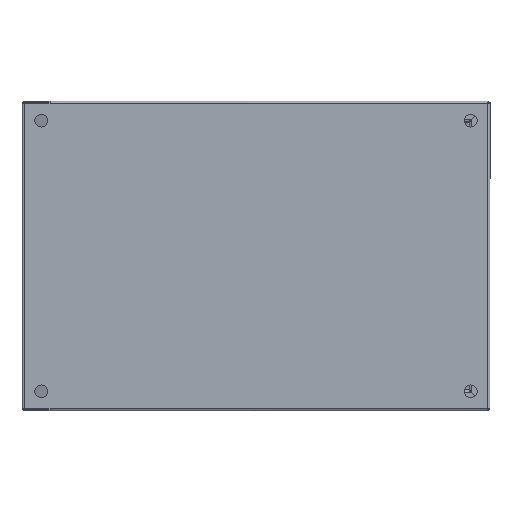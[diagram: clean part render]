
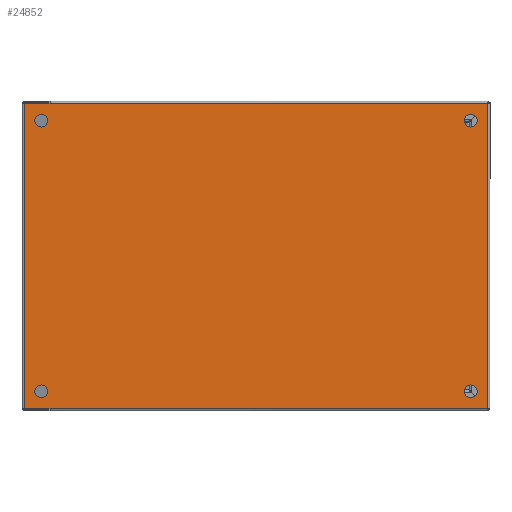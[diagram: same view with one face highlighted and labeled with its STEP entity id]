
A CAD part, left-side view. The second image highlights one B-rep face of the part: STEP entity #24852.
In plain terms, the highlighted face is planar.
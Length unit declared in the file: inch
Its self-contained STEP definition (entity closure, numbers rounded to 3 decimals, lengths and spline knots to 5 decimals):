
#31 = DIRECTION ( 'NONE',  ( 0., 0., 1. ) ) ;
#144 = CARTESIAN_POINT ( 'NONE',  ( 5.5, 0., 8.31708 ) ) ;
#227 = AXIS2_PLACEMENT_3D ( 'NONE', #24963, #30175, #10864 ) ;
#310 = EDGE_CURVE ( 'NONE', #7515, #1354, #4485, .T. ) ;
#575 = AXIS2_PLACEMENT_3D ( 'NONE', #12210, #31522, #16929 ) ;
#587 = EDGE_CURVE ( 'NONE', #4366, #27173, #19008, .T. ) ;
#631 = AXIS2_PLACEMENT_3D ( 'NONE', #10749, #27704, #13221 ) ;
#728 = DIRECTION ( 'NONE',  ( -1., 0., 0. ) ) ;
#808 = VERTEX_POINT ( 'NONE', #15662 ) ;
#1354 = VERTEX_POINT ( 'NONE', #18035 ) ;
#1743 = VERTEX_POINT ( 'NONE', #22174 ) ;
#1884 = EDGE_CURVE ( 'NONE', #12372, #20440, #16579, .T. ) ;
#2148 = EDGE_LOOP ( 'NONE', ( #18896, #8264 ) ) ;
#2647 = CARTESIAN_POINT ( 'NONE',  ( 5.914, 0., 0. ) ) ;
#2922 = EDGE_LOOP ( 'NONE', ( #17761, #19263 ) ) ;
#3093 = CIRCLE ( 'NONE', #27177, 0.25 ) ;
#3134 = EDGE_CURVE ( 'NONE', #26417, #4366, #8312, .T. ) ;
#3577 = ORIENTED_EDGE ( 'NONE', *, *, #1884, .T. ) ;
#3585 = CIRCLE ( 'NONE', #13083, 0.25 ) ;
#3670 = DIRECTION ( 'NONE',  ( -1., 0., 0. ) ) ;
#3819 = CIRCLE ( 'NONE', #16177, 0.25 ) ;
#4179 = DIRECTION ( 'NONE',  ( 0., -1., 0. ) ) ;
#4192 = AXIS2_PLACEMENT_3D ( 'NONE', #9226, #4179, #13862 ) ;
#4285 = EDGE_CURVE ( 'NONE', #28729, #28006, #11248, .T. ) ;
#4346 = VECTOR ( 'NONE', #19704, 39.37008 ) ;
#4366 = VERTEX_POINT ( 'NONE', #31039 ) ;
#4437 = DIRECTION ( 'NONE',  ( -1., 0., 0. ) ) ;
#4485 = CIRCLE ( 'NONE', #19589, 0.25 ) ;
#4960 = CARTESIAN_POINT ( 'NONE',  ( 5.914, 0., -8.9935 ) ) ;
#5002 = CIRCLE ( 'NONE', #631, 0.25 ) ;
#5034 = DIRECTION ( 'NONE',  ( 0., -1., 0. ) ) ;
#5838 = ORIENTED_EDGE ( 'NONE', *, *, #587, .T. ) ;
#6337 = ORIENTED_EDGE ( 'NONE', *, *, #30639, .T. ) ;
#6835 = EDGE_LOOP ( 'NONE', ( #23241, #5838, #26048, #19102, #3577, #24463 ) ) ;
#7515 = VERTEX_POINT ( 'NONE', #27991 ) ;
#7775 = DIRECTION ( 'NONE',  ( -1., 0., 0. ) ) ;
#8084 = EDGE_CURVE ( 'NONE', #1354, #7515, #3093, .T. ) ;
#8163 = LINE ( 'NONE', #2647, #4346 ) ;
#8244 = CARTESIAN_POINT ( 'NONE',  ( -5.25, 0., -8.3295 ) ) ;
#8264 = ORIENTED_EDGE ( 'NONE', *, *, #22044, .T. ) ;
#8312 = LINE ( 'NONE', #9266, #10288 ) ;
#8998 = LINE ( 'NONE', #26736, #30699 ) ;
#9226 = CARTESIAN_POINT ( 'NONE',  ( 5.25, 0., 8.31708 ) ) ;
#9266 = CARTESIAN_POINT ( 'NONE',  ( 0., 0., -8.9935 ) ) ;
#10053 = DIRECTION ( 'NONE',  ( 0., -1., 0. ) ) ;
#10288 = VECTOR ( 'NONE', #4437, 39.37008 ) ;
#10529 = DIRECTION ( 'NONE',  ( 0., -1., 0. ) ) ;
#10749 = CARTESIAN_POINT ( 'NONE',  ( 5.25, 0., 8.31708 ) ) ;
#10864 = DIRECTION ( 'NONE',  ( -1., 0., 0. ) ) ;
#11248 = CIRCLE ( 'NONE', #4192, 0.25 ) ;
#11341 = VECTOR ( 'NONE', #21705, 39.37008 ) ;
#11657 = ORIENTED_EDGE ( 'NONE', *, *, #29811, .T. ) ;
#12210 = CARTESIAN_POINT ( 'NONE',  ( 5.25, 0., -8.3295 ) ) ;
#12372 = VERTEX_POINT ( 'NONE', #28478 ) ;
#12385 = CARTESIAN_POINT ( 'NONE',  ( -5.914, 0., 0. ) ) ;
#12683 = DIRECTION ( 'NONE',  ( -1., 0., 0. ) ) ;
#12776 = EDGE_LOOP ( 'NONE', ( #25273, #6337 ) ) ;
#13083 = AXIS2_PLACEMENT_3D ( 'NONE', #15075, #10053, #7775 ) ;
#13089 = DIRECTION ( 'NONE',  ( 0., -1., 0. ) ) ;
#13221 = DIRECTION ( 'NONE',  ( -1., 0., 0. ) ) ;
#13235 = PLANE ( 'NONE',  #227 ) ;
#13715 = EDGE_CURVE ( 'NONE', #808, #1743, #3819, .T. ) ;
#13862 = DIRECTION ( 'NONE',  ( -1., 0., 0. ) ) ;
#14259 = ORIENTED_EDGE ( 'NONE', *, *, #29481, .T. ) ;
#15075 = CARTESIAN_POINT ( 'NONE',  ( -5.25, 0., 8.31708 ) ) ;
#15662 = CARTESIAN_POINT ( 'NONE',  ( -5.5, 0., 8.31708 ) ) ;
#15834 = VECTOR ( 'NONE', #23525, 39.37008 ) ;
#16177 = AXIS2_PLACEMENT_3D ( 'NONE', #20704, #16184, #3670 ) ;
#16184 = DIRECTION ( 'NONE',  ( 0., -1., 0. ) ) ;
#16579 = LINE ( 'NONE', #27674, #15834 ) ;
#16929 = DIRECTION ( 'NONE',  ( -1., 0., 0. ) ) ;
#17096 = CARTESIAN_POINT ( 'NONE',  ( -5.25, 0., -8.3295 ) ) ;
#17237 = EDGE_CURVE ( 'NONE', #20440, #26417, #8163, .T. ) ;
#17679 = CARTESIAN_POINT ( 'NONE',  ( -5.914, 0., 8.98108 ) ) ;
#17761 = ORIENTED_EDGE ( 'NONE', *, *, #8084, .T. ) ;
#18035 = CARTESIAN_POINT ( 'NONE',  ( -5.5, 0., -8.3295 ) ) ;
#18896 = ORIENTED_EDGE ( 'NONE', *, *, #13715, .T. ) ;
#19008 = LINE ( 'NONE', #12385, #23544 ) ;
#19102 = ORIENTED_EDGE ( 'NONE', *, *, #21433, .T. ) ;
#19146 = FACE_OUTER_BOUND ( 'NONE', #6835, .T. ) ;
#19263 = ORIENTED_EDGE ( 'NONE', *, *, #310, .T. ) ;
#19544 = VERTEX_POINT ( 'NONE', #24918 ) ;
#19589 = AXIS2_PLACEMENT_3D ( 'NONE', #8244, #10529, #20177 ) ;
#19704 = DIRECTION ( 'NONE',  ( 0., 0., -1. ) ) ;
#19907 = FACE_BOUND ( 'NONE', #2148, .T. ) ;
#19993 = VERTEX_POINT ( 'NONE', #17679 ) ;
#20080 = CARTESIAN_POINT ( 'NONE',  ( 5.914, 0., 7.98108 ) ) ;
#20177 = DIRECTION ( 'NONE',  ( -1., 0., 0. ) ) ;
#20440 = VERTEX_POINT ( 'NONE', #20080 ) ;
#20644 = FACE_BOUND ( 'NONE', #12776, .T. ) ;
#20704 = CARTESIAN_POINT ( 'NONE',  ( -5.25, 0., 8.31708 ) ) ;
#20783 = CIRCLE ( 'NONE', #28718, 0.25 ) ;
#21161 = CIRCLE ( 'NONE', #575, 0.25 ) ;
#21433 = EDGE_CURVE ( 'NONE', #19993, #12372, #8998, .T. ) ;
#21705 = DIRECTION ( 'NONE',  ( 0., 0., 1. ) ) ;
#22044 = EDGE_CURVE ( 'NONE', #1743, #808, #3585, .T. ) ;
#22174 = CARTESIAN_POINT ( 'NONE',  ( -5., 0., 8.31708 ) ) ;
#22889 = CARTESIAN_POINT ( 'NONE',  ( -5.914, 0., 7.98108 ) ) ;
#23241 = ORIENTED_EDGE ( 'NONE', *, *, #3134, .T. ) ;
#23525 = DIRECTION ( 'NONE',  ( 0., 0., -1. ) ) ;
#23544 = VECTOR ( 'NONE', #31, 39.37008 ) ;
#24463 = ORIENTED_EDGE ( 'NONE', *, *, #17237, .T. ) ;
#24852 = ADVANCED_FACE ( 'NONE', ( #19146, #28267, #20644, #19907, #30966 ), #13235, .T. ) ;
#24918 = CARTESIAN_POINT ( 'NONE',  ( 5.5, 0., -8.3295 ) ) ;
#24963 = CARTESIAN_POINT ( 'NONE',  ( 0., 0., 0. ) ) ;
#25099 = CARTESIAN_POINT ( 'NONE',  ( 5., 0., -8.3295 ) ) ;
#25273 = ORIENTED_EDGE ( 'NONE', *, *, #4285, .T. ) ;
#26048 = ORIENTED_EDGE ( 'NONE', *, *, #26515, .T. ) ;
#26417 = VERTEX_POINT ( 'NONE', #4960 ) ;
#26515 = EDGE_CURVE ( 'NONE', #27173, #19993, #31501, .T. ) ;
#26736 = CARTESIAN_POINT ( 'NONE',  ( 0., 0., 8.98108 ) ) ;
#27064 = DIRECTION ( 'NONE',  ( 1., 0., 0. ) ) ;
#27173 = VERTEX_POINT ( 'NONE', #22889 ) ;
#27177 = AXIS2_PLACEMENT_3D ( 'NONE', #17096, #5034, #12683 ) ;
#27646 = VERTEX_POINT ( 'NONE', #25099 ) ;
#27674 = CARTESIAN_POINT ( 'NONE',  ( 5.914, 0., 0. ) ) ;
#27704 = DIRECTION ( 'NONE',  ( 0., -1., 0. ) ) ;
#27991 = CARTESIAN_POINT ( 'NONE',  ( -5., 0., -8.3295 ) ) ;
#28006 = VERTEX_POINT ( 'NONE', #144 ) ;
#28267 = FACE_BOUND ( 'NONE', #28340, .T. ) ;
#28340 = EDGE_LOOP ( 'NONE', ( #14259, #11657 ) ) ;
#28478 = CARTESIAN_POINT ( 'NONE',  ( 5.914, 0., 8.98108 ) ) ;
#28718 = AXIS2_PLACEMENT_3D ( 'NONE', #29930, #13089, #728 ) ;
#28729 = VERTEX_POINT ( 'NONE', #29024 ) ;
#29024 = CARTESIAN_POINT ( 'NONE',  ( 5., 0., 8.31708 ) ) ;
#29267 = CARTESIAN_POINT ( 'NONE',  ( -5.914, 0., 0. ) ) ;
#29481 = EDGE_CURVE ( 'NONE', #27646, #19544, #20783, .T. ) ;
#29811 = EDGE_CURVE ( 'NONE', #19544, #27646, #21161, .T. ) ;
#29930 = CARTESIAN_POINT ( 'NONE',  ( 5.25, 0., -8.3295 ) ) ;
#30175 = DIRECTION ( 'NONE',  ( 0., 1., 0. ) ) ;
#30639 = EDGE_CURVE ( 'NONE', #28006, #28729, #5002, .T. ) ;
#30699 = VECTOR ( 'NONE', #27064, 39.37008 ) ;
#30966 = FACE_BOUND ( 'NONE', #2922, .T. ) ;
#31039 = CARTESIAN_POINT ( 'NONE',  ( -5.914, 0., -8.9935 ) ) ;
#31501 = LINE ( 'NONE', #29267, #11341 ) ;
#31522 = DIRECTION ( 'NONE',  ( 0., -1., 0. ) ) ;
